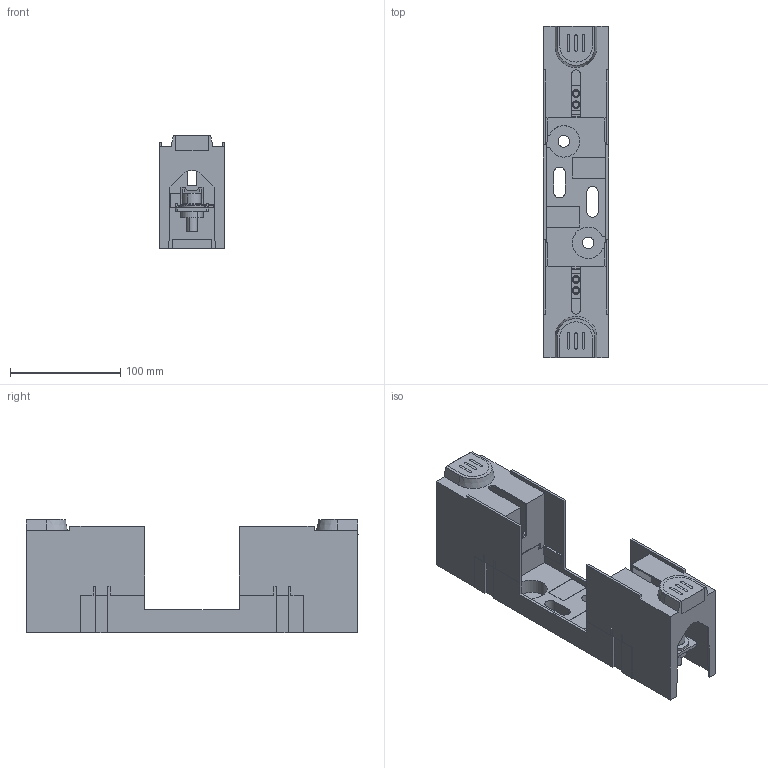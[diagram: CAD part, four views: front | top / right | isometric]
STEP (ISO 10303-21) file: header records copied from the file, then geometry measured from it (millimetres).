
FILE_DESCRIPTION(('CATIA V5 STEP'),'2;1');
FILE_NAME('U1611300_L_NH-Sicherungsunterteil_U1XL-1IGZ_1500_H.stp','2012-07-10T11:16:17+00:00',('none'),('Jean Müller GmbH'),'CATIA Version 5 Release 19 SP 9 (IN-10)','CATIA V5 STEP AP214','none');
FILE_SCHEMA(('AUTOMOTIVE_DESIGN { 1 0 10303 214 1 1 1 1 }'));
Length unit declared in the file: millimetre
Products named in the file (10): U1611300_L_NH-Sicherungsunterteil; 34144_L01_Isoliersockel Gr12/1500V; 804845_Lasche mit Setzmutter M10; 158591_Anschlusslasche Gr. 2 (1B); 60240_Setzmutter_M10; 158588_L_Kontakt Gr12; 65305_Zyl.Schraube m. Innensechskant M10X25; 66903_Spannscheibe DIN6796 -10; 34146_L01_Kontaktabdeckung Gr1; 34153_L01_Clip
Assembly tree (15 placements, depth 3):
  U1611300_L_NH-Sicherungsunterteil
    34144_L01_Isoliersockel Gr12/1500V
    804845_Lasche mit Setzmutter M10  x2
      158591_Anschlusslasche Gr. 2 (1B)
      60240_Setzmutter_M10
    158588_L_Kontakt Gr12  x2
    65305_Zyl.Schraube m. Innensechskant M10X25  x2
    66903_Spannscheibe DIN6796 -10  x2
    34146_L01_Kontaktabdeckung Gr1  x2
    34153_L01_Clip  x2
Bounding box: 59 x 301.11 x 102.94 mm (x, y, z)
Volume: 369046.1 mm3; surface area: 192115.8 mm2
Topology: 15 solids, 15 shells, 650 faces, 1750 edges, 1154 vertices
Faces by surface type: plane 446, cylinder 152, cone 36, torus 16
Entity records: 13321 total; most frequent: ORIENTED_EDGE 2420, CARTESIAN_POINT 2408, DIRECTION 1817, EDGE_CURVE 1210, VECTOR 998, LINE 998, VERTEX_POINT 802, AXIS2_PLACEMENT_3D 511
